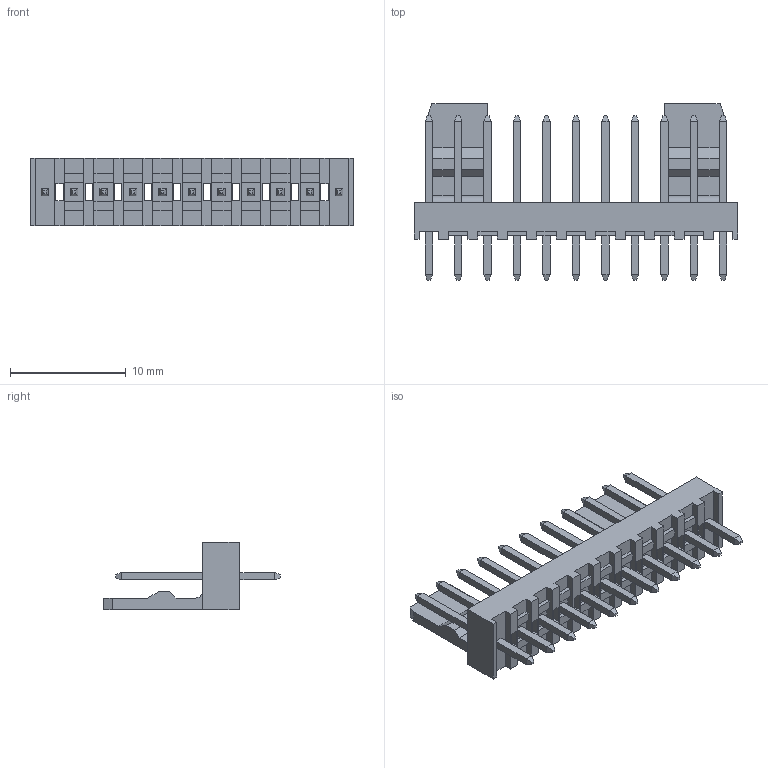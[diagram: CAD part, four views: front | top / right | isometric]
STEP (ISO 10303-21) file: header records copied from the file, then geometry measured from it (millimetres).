
FILE_DESCRIPTION(('STEP AP242'),'1');
FILE_NAME('0022272111.stp','2024-12-10T12:39:30',('TraceParts'),('TraceParts S.A.'),'Spatial InterOp 3D',' ',' ');
FILE_SCHEMA(('AP242_MANAGED_MODEL_BASED_3D_ENGINEERING_MIM_LF {1 0 10303 442 1 1 4}'));
Length unit declared in the file: millimetre
Products named in the file (1): 0022272111_1
Bounding box: 27.94 x 15.26 x 5.8 mm (x, y, z)
Volume: 569.4 mm3; surface area: 1247.4 mm2
Topology: 1 solids, 1 shells, 380 faces, 1002 edges, 668 vertices
Faces by surface type: plane 378, cylinder 2
Entity records: 11442 total; most frequent: CARTESIAN_POINT 2008, ORIENTED_EDGE 1960, DIRECTION 1792, EDGE_CURVE 980, LINE 976, VECTOR 976, VERTEX_POINT 624, EDGE_LOOP 422
